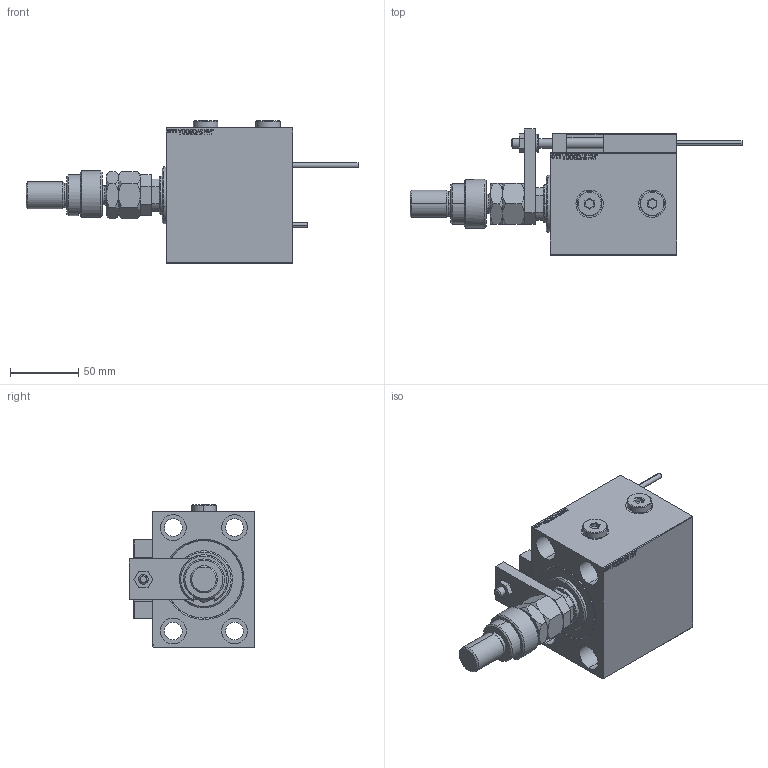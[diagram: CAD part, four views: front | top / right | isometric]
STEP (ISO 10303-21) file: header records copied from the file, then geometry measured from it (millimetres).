
FILE_DESCRIPTION (( 'STEP AP203' ), '1' );
FILE_NAME ('fbda.STEP', '2024-02-12T22:40:08', ( '' ), ( '' ), 'SwSTEP 2.0', 'SolidWorks 2019', '' );
FILE_SCHEMA (( 'CONFIG_CONTROL_DESIGN' ));
Length unit declared in the file: millimetre
Products named in the file (19): ALLEN BOLT D8 f85ddbc08f0c9c1d8e67e8f2f6a8d4c9; Zatka_OIL_PORT f85ddbc08f0c9c1d8e67e8f2f6a8d4c9; SWITCH_X_FRONT_BACK f85ddbc08f0c9c1d8e67e8f2f6a8d4c9; ZARAZKA f85ddbc08f0c9c1d8e67e8f2f6a8d4c9; V450CM_C_Body f85ddbc08f0c9c1d8e67e8f2f6a8d4c9; fbda; Block f85ddbc08f0c9c1d8e67e8f2f6a8d4c9; TYC_L79 f85ddbc08f0c9c1d8e67e8f2f6a8d4c9; SWITCH DIM B,W f85ddbc08f0c9c1d8e67e8f2f6a8d4c9; MFA f85ddbc08f0c9c1d8e67e8f2f6a8d4c9; KONCOVKA f85ddbc08f0c9c1d8e67e8f2f6a8d4c9; NUT_D12 f85ddbc08f0c9c1d8e67e8f2f6a8d4c9; FEMALE_PART_FOR_DFA f85ddbc08f0c9c1d8e67e8f2f6a8d4c9; V450CM_VC_B f85ddbc08f0c9c1d8e67e8f2f6a8d4c9; MAGNET f85ddbc08f0c9c1d8e67e8f2f6a8d4c9; V450CM_C_VCP f85ddbc08f0c9c1d8e67e8f2f6a8d4c9; ALLEN BOLT D5 f85ddbc08f0c9c1d8e67e8f2f6a8d4c9; X_Y_DFA f85ddbc08f0c9c1d8e67e8f2f6a8d4c9; SWITCH X f85ddbc08f0c9c1d8e67e8f2f6a8d4c9
Assembly tree (29 placements, depth 3):
  fbda
    V450CM_C_Body f85ddbc08f0c9c1d8e67e8f2f6a8d4c9
    SWITCH X f85ddbc08f0c9c1d8e67e8f2f6a8d4c9
      SWITCH_X_FRONT_BACK f85ddbc08f0c9c1d8e67e8f2f6a8d4c9  x2
      TYC_L79 f85ddbc08f0c9c1d8e67e8f2f6a8d4c9
      Block f85ddbc08f0c9c1d8e67e8f2f6a8d4c9  x2
      ALLEN BOLT D5 f85ddbc08f0c9c1d8e67e8f2f6a8d4c9  x4
      ALLEN BOLT D8 f85ddbc08f0c9c1d8e67e8f2f6a8d4c9  x4
      MAGNET f85ddbc08f0c9c1d8e67e8f2f6a8d4c9  x2
      KONCOVKA f85ddbc08f0c9c1d8e67e8f2f6a8d4c9  x2
    NUT_D12 f85ddbc08f0c9c1d8e67e8f2f6a8d4c9
    SWITCH DIM B,W f85ddbc08f0c9c1d8e67e8f2f6a8d4c9
    ZARAZKA f85ddbc08f0c9c1d8e67e8f2f6a8d4c9
    V450CM_C_VCP f85ddbc08f0c9c1d8e67e8f2f6a8d4c9
    V450CM_VC_B f85ddbc08f0c9c1d8e67e8f2f6a8d4c9
    X_Y_DFA f85ddbc08f0c9c1d8e67e8f2f6a8d4c9
      FEMALE_PART_FOR_DFA f85ddbc08f0c9c1d8e67e8f2f6a8d4c9
      MFA f85ddbc08f0c9c1d8e67e8f2f6a8d4c9
    Zatka_OIL_PORT f85ddbc08f0c9c1d8e67e8f2f6a8d4c9  x2
Bounding box: 244 x 92.5 x 104.9 mm (x, y, z)
Volume: 717130.1 mm3; surface area: 138999.8 mm2
Topology: 27 solids, 27 shells, 1422 faces, 3368 edges, 2139 vertices
Faces by surface type: plane 623, bspline 380, cylinder 217, cone 150, torus 48, sphere 4
Entity records: 54253 total; most frequent: CARTESIAN_POINT 26939, ORIENTED_EDGE 5676, DIRECTION 4018, EDGE_CURVE 2838, VERTEX_POINT 1839, VECTOR 1590, LINE 1590, EDGE_LOOP 1325
